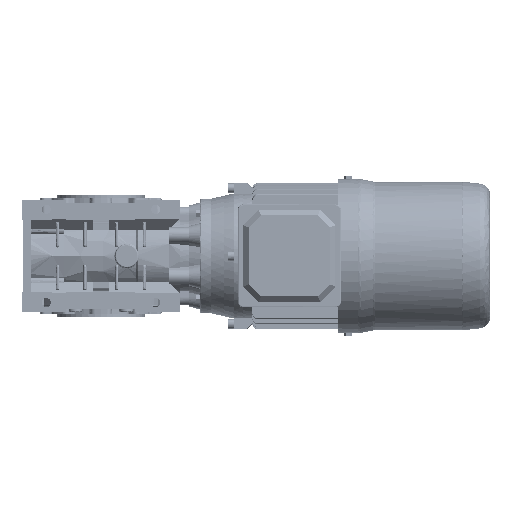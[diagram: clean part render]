
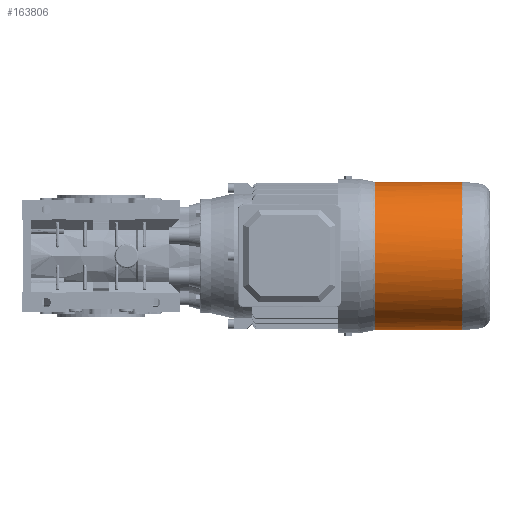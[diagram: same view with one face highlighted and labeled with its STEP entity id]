
A CAD part, front view. The second image highlights one B-rep face of the part: STEP entity #163806.
In plain terms, the highlighted free-form (B-spline) face has degree [2, 1] with [5, 2] control points.
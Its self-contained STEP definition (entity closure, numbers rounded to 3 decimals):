
#163806 = ADVANCED_FACE('',(#163807),#163843,.T.);
#163807 = FACE_BOUND('',#163808,.T.);
#163808 = EDGE_LOOP('',(#163809,#163821,#163828,#163838));
#163809 = ORIENTED_EDGE('',*,*,#163810,.F.);
#163810 = EDGE_CURVE('',#163811,#163813,#163815,.T.);
#163811 = VERTEX_POINT('',#163812);
#163812 = CARTESIAN_POINT('',(336.877,39.411,
    70.847));
#163813 = VERTEX_POINT('',#163814);
#163814 = CARTESIAN_POINT('',(336.877,39.411,
    -70.847));
#163815 = ( BOUNDED_CURVE() B_SPLINE_CURVE(2,(#163816,#163817,#163818,
#163819,#163820),.UNSPECIFIED.,.F.,.F.) B_SPLINE_CURVE_WITH_KNOTS((3,2,3
),(0.,1.571,3.142),.PIECEWISE_BEZIER_KNOTS.) CURVE() 
GEOMETRIC_REPRESENTATION_ITEM() RATIONAL_B_SPLINE_CURVE((1.,
0.707,1.,0.707,1.)) REPRESENTATION_ITEM('') );
#163816 = CARTESIAN_POINT('',(336.877,39.411,
    70.847));
#163817 = CARTESIAN_POINT('',(336.877,-31.436,
    70.847));
#163818 = CARTESIAN_POINT('',(336.877,-31.436,
    0.));
#163819 = CARTESIAN_POINT('',(336.877,-31.436,
    -70.847));
#163820 = CARTESIAN_POINT('',(336.877,39.411,
    -70.847));
#163821 = ORIENTED_EDGE('',*,*,#163822,.F.);
#163822 = EDGE_CURVE('',#163823,#163811,#163825,.T.);
#163823 = VERTEX_POINT('',#163824);
#163824 = CARTESIAN_POINT('',(419.959,39.411,
    70.847));
#163825 = B_SPLINE_CURVE_WITH_KNOTS('',1,(#163826,#163827),
  .UNSPECIFIED.,.F.,.F.,(2,2),(0.,79.45),
  .PIECEWISE_BEZIER_KNOTS.);
#163826 = CARTESIAN_POINT('',(419.959,39.411,
    70.847));
#163827 = CARTESIAN_POINT('',(336.877,39.411,
    70.847));
#163828 = ORIENTED_EDGE('',*,*,#163829,.F.);
#163829 = EDGE_CURVE('',#163830,#163823,#163832,.T.);
#163830 = VERTEX_POINT('',#163831);
#163831 = CARTESIAN_POINT('',(419.959,39.411,
    -70.847));
#163832 = ( BOUNDED_CURVE() B_SPLINE_CURVE(2,(#163833,#163834,#163835,
#163836,#163837),.UNSPECIFIED.,.F.,.F.) B_SPLINE_CURVE_WITH_KNOTS((3,2,3
    ),(0.,1.571,3.142),
.PIECEWISE_BEZIER_KNOTS.) CURVE() GEOMETRIC_REPRESENTATION_ITEM() 
RATIONAL_B_SPLINE_CURVE((1.,0.707,1.,0.707,1.)) 
REPRESENTATION_ITEM('') );
#163833 = CARTESIAN_POINT('',(419.959,39.411,
    -70.847));
#163834 = CARTESIAN_POINT('',(419.959,-31.436,
    -70.847));
#163835 = CARTESIAN_POINT('',(419.959,-31.436,
    0.));
#163836 = CARTESIAN_POINT('',(419.959,-31.436,
    70.847));
#163837 = CARTESIAN_POINT('',(419.959,39.411,
    70.847));
#163838 = ORIENTED_EDGE('',*,*,#163839,.F.);
#163839 = EDGE_CURVE('',#163813,#163830,#163840,.T.);
#163840 = B_SPLINE_CURVE_WITH_KNOTS('',1,(#163841,#163842),
  .UNSPECIFIED.,.F.,.F.,(2,2),(0.,79.45),
  .PIECEWISE_BEZIER_KNOTS.);
#163841 = CARTESIAN_POINT('',(336.877,39.411,
    -70.847));
#163842 = CARTESIAN_POINT('',(419.959,39.411,
    -70.847));
#163843 = ( BOUNDED_SURFACE() B_SPLINE_SURFACE(2,1,(
    (#163844,#163845)
    ,(#163846,#163847)
    ,(#163848,#163849)
    ,(#163850,#163851)
    ,(#163852,#163853
)),.UNSPECIFIED.,.F.,.F.,.F.) B_SPLINE_SURFACE_WITH_KNOTS((3,2,3),(2,2),
  (0.,1.571,3.142),(0.,79.45),
.PIECEWISE_BEZIER_KNOTS.) GEOMETRIC_REPRESENTATION_ITEM() 
RATIONAL_B_SPLINE_SURFACE((
    (1.,1.)
    ,(0.707,0.707)
    ,(1.,1.)
    ,(0.707,0.707)
,(1.,1.))) REPRESENTATION_ITEM('') SURFACE() );
#163844 = CARTESIAN_POINT('',(419.959,39.411,
    70.847));
#163845 = CARTESIAN_POINT('',(336.877,39.411,
    70.847));
#163846 = CARTESIAN_POINT('',(419.959,-31.436,
    70.847));
#163847 = CARTESIAN_POINT('',(336.877,-31.436,
    70.847));
#163848 = CARTESIAN_POINT('',(419.959,-31.436,
    0.));
#163849 = CARTESIAN_POINT('',(336.877,-31.436,
    0.));
#163850 = CARTESIAN_POINT('',(419.959,-31.436,
    -70.847));
#163851 = CARTESIAN_POINT('',(336.877,-31.436,
    -70.847));
#163852 = CARTESIAN_POINT('',(419.959,39.411,
    -70.847));
#163853 = CARTESIAN_POINT('',(336.877,39.411,
    -70.847));
